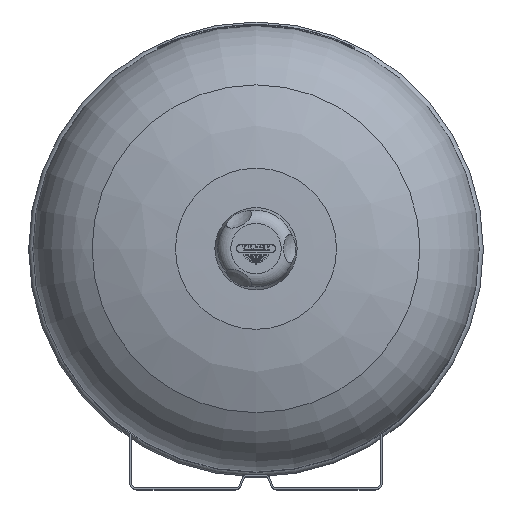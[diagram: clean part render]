
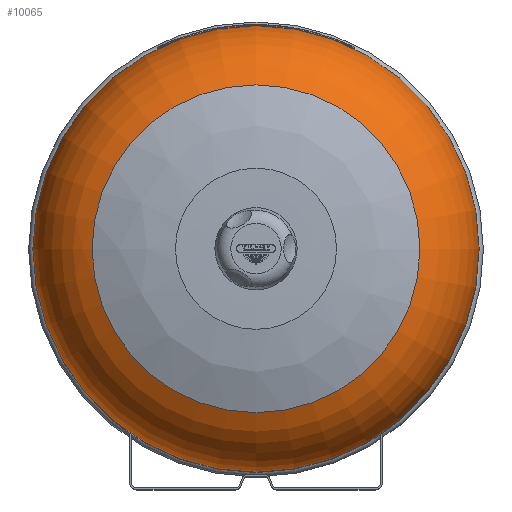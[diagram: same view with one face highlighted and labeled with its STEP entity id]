
A CAD part, top view. The second image highlights one B-rep face of the part: STEP entity #10065.
In plain terms, the highlighted toroidal (fillet/blend) face has major radius 106.224 mm and minor radius 83.778 mm.
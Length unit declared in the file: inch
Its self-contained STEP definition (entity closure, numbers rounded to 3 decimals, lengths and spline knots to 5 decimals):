
#74=TOROIDAL_SURFACE('',#10844,4.18206,3.29836);
#178=FACE_BOUND('',#1488,.T.);
#867=FACE_OUTER_BOUND('',#1487,.T.);
#1487=EDGE_LOOP('',(#7607));
#1488=EDGE_LOOP('',(#7608));
#2034=CIRCLE('',#10650,7.48031);
#2144=CIRCLE('',#10845,5.49378);
#4282=VERTEX_POINT('',#16629);
#4456=VERTEX_POINT('',#17164);
#5364=EDGE_CURVE('',#4282,#4282,#2034,.T.);
#5611=EDGE_CURVE('',#4456,#4456,#2144,.T.);
#7607=ORIENTED_EDGE('',*,*,#5611,.F.);
#7608=ORIENTED_EDGE('',*,*,#5364,.T.);
#10065=ADVANCED_FACE('',(#867,#178),#74,.T.);
#10650=AXIS2_PLACEMENT_3D('',#16630,#12081,#12082);
#10844=AXIS2_PLACEMENT_3D('',#17163,#12605,#12606);
#10845=AXIS2_PLACEMENT_3D('',#17165,#12607,#12608);
#12081=DIRECTION('center_axis',(0.,0.,1.));
#12082=DIRECTION('ref_axis',(-1.,0.,0.));
#12605=DIRECTION('center_axis',(0.,0.,1.));
#12606=DIRECTION('ref_axis',(1.,0.,0.));
#12607=DIRECTION('center_axis',(0.,0.,1.));
#12608=DIRECTION('ref_axis',(-1.,0.,0.));
#16629=CARTESIAN_POINT('',(1376.80597,-7.04251,51.65745));
#16630=CARTESIAN_POINT('Origin',(1384.28628,-7.04251,51.65745));
#17163=CARTESIAN_POINT('Origin',(1384.28628,-7.04251,51.68362));
#17164=CARTESIAN_POINT('',(1378.79251,-7.04251,54.70994));
#17165=CARTESIAN_POINT('Origin',(1384.28628,-7.04251,54.70994));
